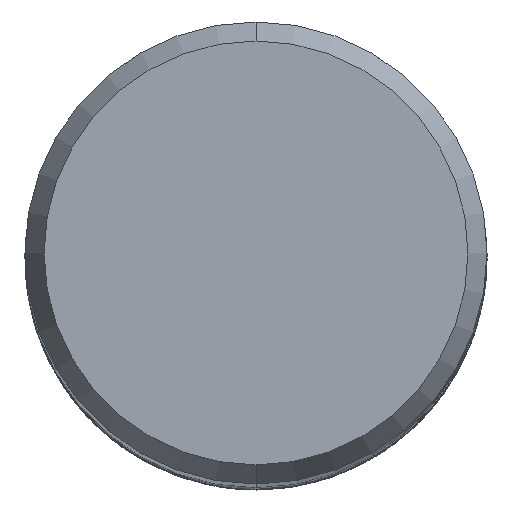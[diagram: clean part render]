
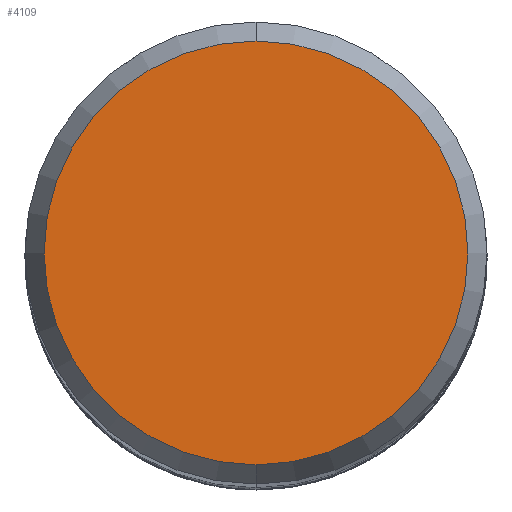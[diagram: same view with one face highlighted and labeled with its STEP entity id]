
A CAD part, top view. The second image highlights one B-rep face of the part: STEP entity #4109.
In plain terms, the highlighted planar face has unit normal (0, 0, 1).
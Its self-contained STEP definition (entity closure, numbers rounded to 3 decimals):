
#2589=VERTEX_POINT('',#6778);
#4109=ADVANCED_FACE('',(#8425),#8426,.T.);
#4299=EDGE_CURVE('',#5453,#2589,#8634,.T.);
#5453=VERTEX_POINT('',#9883);
#5645=EDGE_CURVE('',#2589,#5453,#10091,.T.);
#6778=CARTESIAN_POINT('',(0.,-6.423,0.0));
#8425=FACE_OUTER_BOUND('',#21223,.T.);
#8426=PLANE('',#21224);
#8634=CIRCLE('',#22199,6.423);
#9883=CARTESIAN_POINT('',(0.0,6.423,0.0));
#10091=CIRCLE('',#29431,6.423);
#21223=EDGE_LOOP('',(#34688,#34689));
#21224=AXIS2_PLACEMENT_3D('',#34690,#34691,#34692);
#22199=AXIS2_PLACEMENT_3D('',#34889,#34890,#34891);
#29431=AXIS2_PLACEMENT_3D('',#36305,#36306,#36307);
#34688=ORIENTED_EDGE('',*,*,#4299,.F.);
#34689=ORIENTED_EDGE('',*,*,#5645,.F.);
#34690=CARTESIAN_POINT('',(0.0,3.211,0.0));
#34691=DIRECTION('',(-0.0,0.0,1.0));
#34692=DIRECTION('',(0.0,-1.0,0.0));
#34889=CARTESIAN_POINT('',(0.0,0.0,0.0));
#34890=DIRECTION('',(0.0,0.0,-1.0));
#34891=DIRECTION('',(0.0,1.0,0.0));
#36305=CARTESIAN_POINT('',(0.0,0.0,0.0));
#36306=DIRECTION('',(0.0,0.0,-1.0));
#36307=DIRECTION('',(0.0,1.0,0.0));
